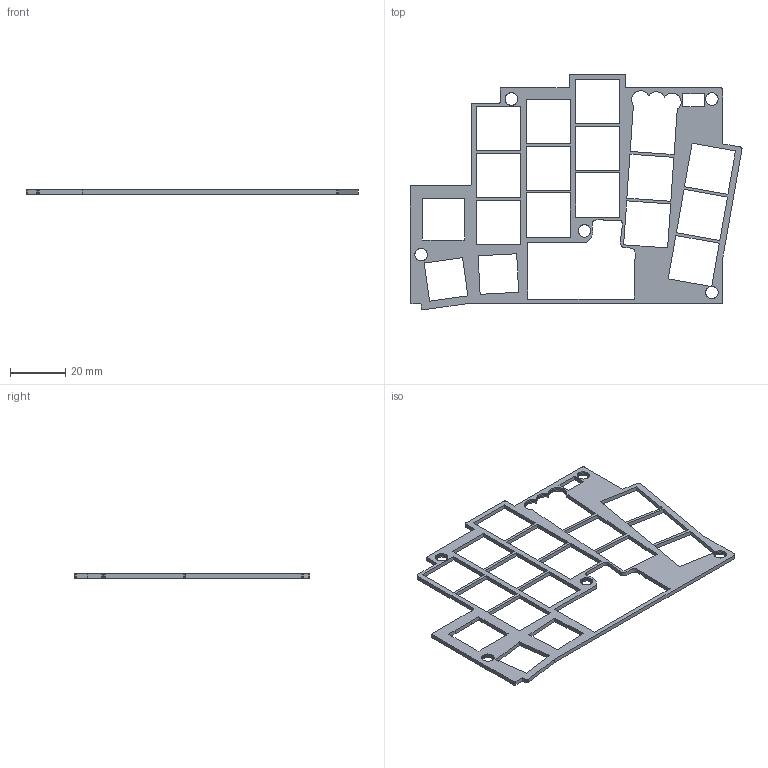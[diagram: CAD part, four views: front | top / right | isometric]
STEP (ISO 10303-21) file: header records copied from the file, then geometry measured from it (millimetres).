
FILE_DESCRIPTION(/* description */ (''),/* implementation_level */ '2;1');
FILE_NAME(/* name */ 'klotz middle.step',/* time_stamp */ '2023-03-17T20:11:13+08:00',/* author */ (''),/* organization */ (''),/* preprocessor_version */ 'ST-DEVELOPER v19.2',/* originating_system */ 'Autodesk Translation Framework v11.17.0.187',/* authorisation */ '');
FILE_SCHEMA (('AUTOMOTIVE_DESIGN { 1 0 10303 214 3 1 1 }'));
Length unit declared in the file: millimetre
Products named in the file (2): klotz; middle
Assembly tree (1 placements, depth 2):
  klotz
    middle
Bounding box: 120.49 x 85.47 x 1.5 mm (x, y, z)
Volume: 4116.1 mm3; surface area: 8157.8 mm2
Topology: 1 solids, 1 shells, 818 faces, 2448 edges, 1630 vertices
Faces by surface type: plane 817, bspline 1
Entity records: 27244 total; most frequent: CARTESIAN_POINT 5056, ORIENTED_EDGE 4896, DIRECTION 4086, EDGE_CURVE 2448, LINE 2446, VECTOR 2446, VERTEX_POINT 1630, EDGE_LOOP 866
